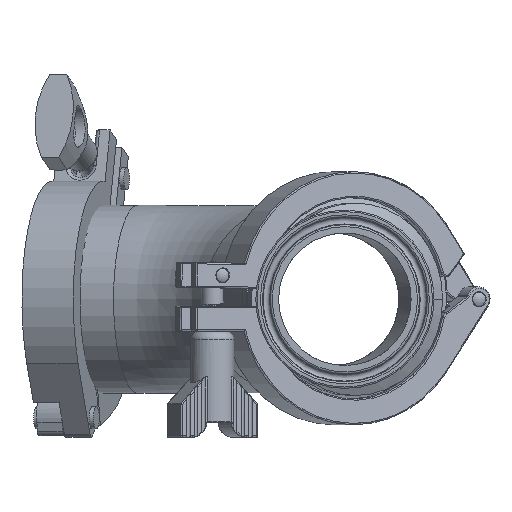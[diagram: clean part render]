
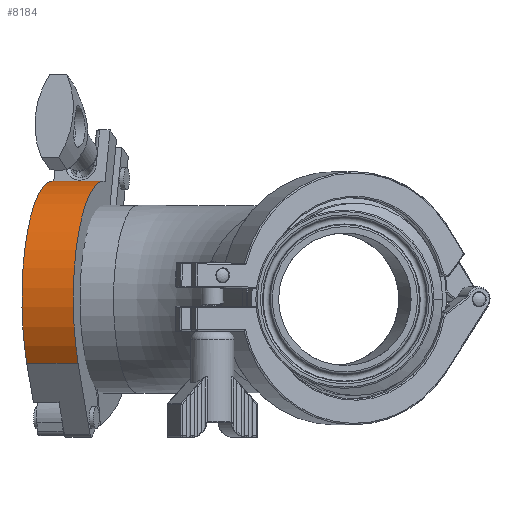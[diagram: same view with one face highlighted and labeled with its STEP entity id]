
A CAD part, left-side view. The second image highlights one B-rep face of the part: STEP entity #8184.
In plain terms, the highlighted cylindrical face has radius 42.36 mm (diameter 84.72 mm), a partial arc.
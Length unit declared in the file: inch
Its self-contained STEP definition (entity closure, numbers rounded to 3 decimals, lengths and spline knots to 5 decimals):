
#762=LINE('',#22676,#1186);
#766=LINE('',#22686,#1190);
#1186=VECTOR('',#11470,0.3937);
#1190=VECTOR('',#11482,0.3937);
#1445=CYLINDRICAL_SURFACE('',#9295,1.66772);
#1896=FACE_OUTER_BOUND('',#2404,.T.);
#2404=EDGE_LOOP('',(#7026,#7027,#7028,#7029));
#3082=CIRCLE('',#9289,1.66772);
#3084=CIRCLE('',#9296,1.66772);
#3757=VERTEX_POINT('',#22660);
#3758=VERTEX_POINT('',#22662);
#3762=VERTEX_POINT('',#22674);
#3764=VERTEX_POINT('',#22684);
#4872=EDGE_CURVE('',#3757,#3758,#3082,.T.);
#4879=EDGE_CURVE('',#3757,#3762,#762,.T.);
#4883=EDGE_CURVE('',#3762,#3764,#3084,.T.);
#4884=EDGE_CURVE('',#3758,#3764,#766,.T.);
#7026=ORIENTED_EDGE('',*,*,#4883,.T.);
#7027=ORIENTED_EDGE('',*,*,#4884,.F.);
#7028=ORIENTED_EDGE('',*,*,#4872,.F.);
#7029=ORIENTED_EDGE('',*,*,#4879,.T.);
#8184=ADVANCED_FACE('',(#1896),#1445,.T.);
#9289=AXIS2_PLACEMENT_3D('',#22663,#11457,#11458);
#9295=AXIS2_PLACEMENT_3D('',#22683,#11478,#11479);
#9296=AXIS2_PLACEMENT_3D('',#22685,#11480,#11481);
#11457=DIRECTION('center_axis',(0.,0.,-1.));
#11458=DIRECTION('ref_axis',(-0.806,-0.592,0.));
#11470=DIRECTION('',(0.,0.,1.));
#11478=DIRECTION('center_axis',(0.,0.,1.));
#11479=DIRECTION('ref_axis',(-0.806,-0.592,0.));
#11480=DIRECTION('center_axis',(0.,0.,-1.));
#11481=DIRECTION('ref_axis',(-0.806,-0.592,0.));
#11482=DIRECTION('',(0.,0.,1.));
#22660=CARTESIAN_POINT('',(0.775,0.375,0.));
#22662=CARTESIAN_POINT('',(3.69956,0.82972,0.));
#22663=CARTESIAN_POINT('Origin',(2.35542,-0.1575,0.));
#22674=CARTESIAN_POINT('',(0.775,0.375,0.75));
#22676=CARTESIAN_POINT('',(0.775,0.375,0.));
#22683=CARTESIAN_POINT('Origin',(2.35542,-0.1575,0.));
#22684=CARTESIAN_POINT('',(3.69956,0.82972,0.75));
#22685=CARTESIAN_POINT('Origin',(2.35542,-0.1575,0.75));
#22686=CARTESIAN_POINT('',(3.69956,0.82972,0.));
